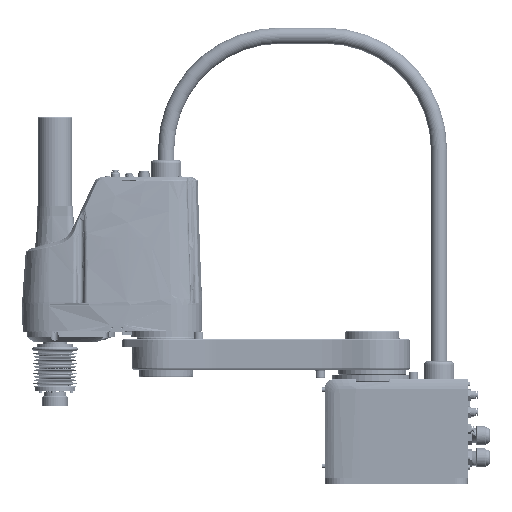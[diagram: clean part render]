
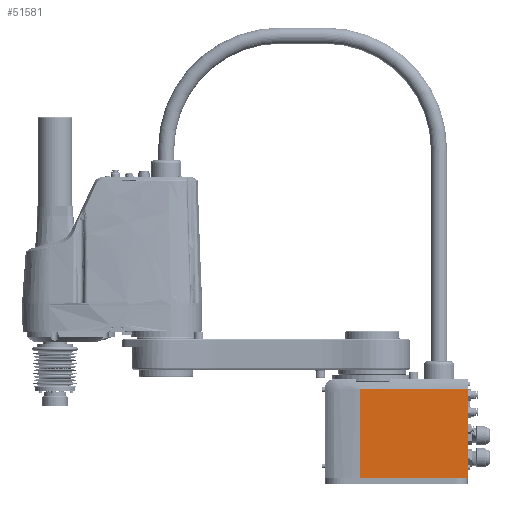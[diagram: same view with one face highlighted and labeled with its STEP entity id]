
A CAD part, left-side view. The second image highlights one B-rep face of the part: STEP entity #51581.
In plain terms, the highlighted planar face has unit normal (-1, 0, 0).
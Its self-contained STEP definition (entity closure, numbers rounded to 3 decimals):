
#3143=PLANE('',#55603);
#4546=FACE_OUTER_BOUND('',#7614,.T.);
#7614=EDGE_LOOP('',(#34101,#34102,#34103,#34104));
#10918=LINE('',#76854,#13850);
#10983=LINE('',#78760,#13915);
#10984=LINE('',#78762,#13916);
#10985=LINE('',#78763,#13917);
#13850=VECTOR('',#62175,10.);
#13915=VECTOR('',#62482,168.813);
#13916=VECTOR('',#62483,139.852);
#13917=VECTOR('',#62484,10.);
#20377=VERTEX_POINT('',#76851);
#20378=VERTEX_POINT('',#76853);
#20530=VERTEX_POINT('',#78759);
#20531=VERTEX_POINT('',#78761);
#25632=EDGE_CURVE('',#20377,#20378,#10918,.T.);
#25841=EDGE_CURVE('',#20530,#20377,#10983,.T.);
#25842=EDGE_CURVE('',#20531,#20530,#10984,.T.);
#25843=EDGE_CURVE('',#20531,#20378,#10985,.T.);
#34101=ORIENTED_EDGE('',*,*,#25841,.F.);
#34102=ORIENTED_EDGE('',*,*,#25842,.F.);
#34103=ORIENTED_EDGE('',*,*,#25843,.T.);
#34104=ORIENTED_EDGE('',*,*,#25632,.F.);
#51581=ADVANCED_FACE('',(#4546),#3143,.T.);
#55603=AXIS2_PLACEMENT_3D('',#78758,#62480,#62481);
#62175=DIRECTION('',(0.,-1.,0.));
#62480=DIRECTION('center_axis',(-1.,0.,0.));
#62481=DIRECTION('ref_axis',(0.,0.,1.));
#62482=DIRECTION('',(0.,0.,1.));
#62483=DIRECTION('',(0.,1.,0.));
#62484=DIRECTION('',(0.,0.,1.));
#76851=CARTESIAN_POINT('',(-77.881,24.543,38.77));
#76853=CARTESIAN_POINT('',(-77.881,-115.316,38.77));
#76854=CARTESIAN_POINT('',(-77.881,39.684,38.77));
#78758=CARTESIAN_POINT('Origin',(-77.881,39.684,-186.23));
#78759=CARTESIAN_POINT('',(-77.881,24.536,-130.042));
#78760=CARTESIAN_POINT('',(-77.881,24.536,-130.042));
#78761=CARTESIAN_POINT('',(-77.881,-115.316,-130.042));
#78762=CARTESIAN_POINT('',(-77.881,-115.316,-130.042));
#78763=CARTESIAN_POINT('',(-77.881,-115.316,-183.73));
